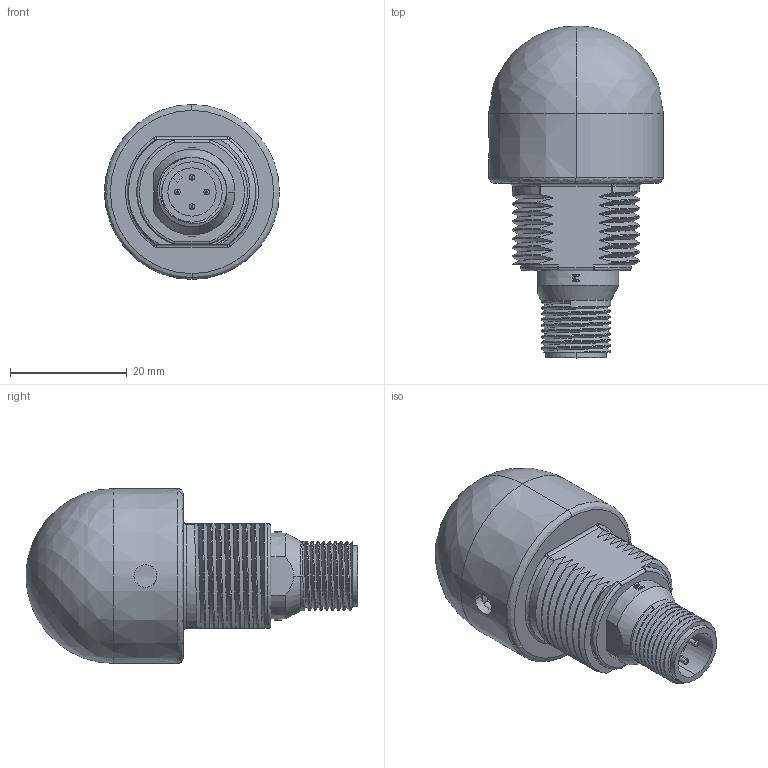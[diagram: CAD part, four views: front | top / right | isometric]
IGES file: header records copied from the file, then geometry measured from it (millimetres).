
Start section:  PTC IGES file: 152819.igs
Global section: file name: 152819.igs; native system: Pro/ENGINEER by Parametric Technology Corporation; preprocessor: 2009141; author: banengservice; organization: Unknown; date: 20100603.120033; units: inch
Bounding box: 30 x 56.97 x 30 mm (x, y, z)
Volume: 10391.9 mm3; surface area: 10362 mm2
Topology: 1 solids, 2 shells, 395 faces, 1027 edges, 650 vertices
Faces by surface type: revolution 199, bspline 196
